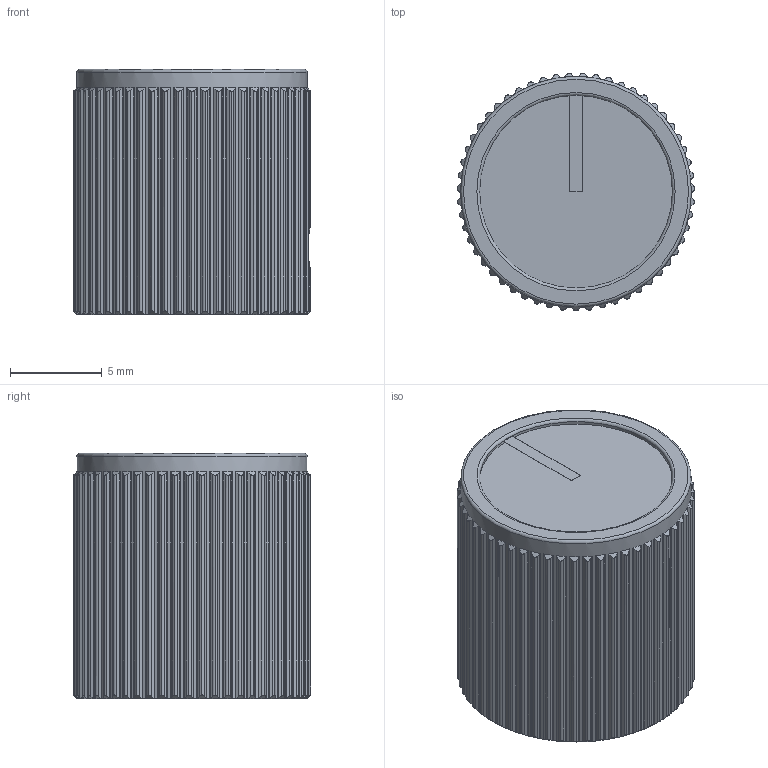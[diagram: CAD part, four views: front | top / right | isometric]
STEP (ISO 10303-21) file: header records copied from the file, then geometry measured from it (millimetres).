
FILE_DESCRIPTION((' '),'2;1');
FILE_NAME( 'RB-67-0-BLACK.stp', '2023-09-02T15:06:43', (' '), ('--- Datakit www.datakit.com---'), ' Datakit CrossCadWare V2023.3 Jul 7 2023', 'DATAKIT 2023 (c)', ' ');
FILE_SCHEMA(('AP242_MANAGED_MODEL_BASED_3D_ENGINEERING_MIM_LF { 1 0 10303 442 1 1 4 }'));
Length unit declared in the file: millimetre
Products named in the file (1): RB-67-0-BLACK
Bounding box: 12.94 x 12.94 x 13.36 mm (x, y, z)
Volume: 1305.6 mm3; surface area: 1159.1 mm2
Topology: 2 solids, 2 shells, 504 faces, 1363 edges, 867 vertices
Faces by surface type: cylinder 242, plane 148, cone 112, torus 2
Full cylindrical faces by diameter (mm): 2.5 x2, 6.35 x1, 10.16 x1, 10.5 x1, 12.55 x1
Entity records: 18053 total; most frequent: CARTESIAN_POINT 6694, ORIENTED_EDGE 2700, DIRECTION 1859, EDGE_CURVE 1350, VERTEX_POINT 864, AXIS2_PLACEMENT_3D 699, B_SPLINE_CURVE_WITH_KNOTS 695, EDGE_LOOP 520
